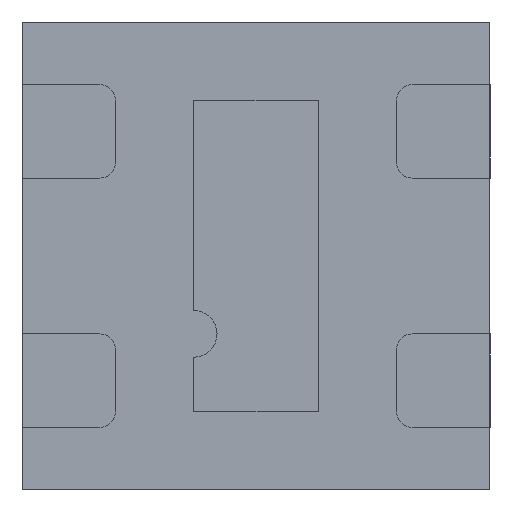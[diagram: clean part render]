
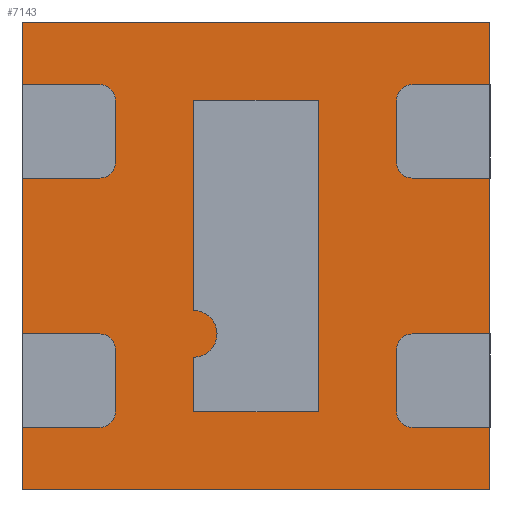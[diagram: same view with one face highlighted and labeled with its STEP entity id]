
A CAD part, front view. The second image highlights one B-rep face of the part: STEP entity #7143.
In plain terms, the highlighted planar face has unit normal (0, -1, 0).
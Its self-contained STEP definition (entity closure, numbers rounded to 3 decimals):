
#56 = VECTOR ( 'NONE', #6984, 1000. ) ;
#284 = EDGE_CURVE ( 'NONE', #9975, #7929, #8436, .T. ) ;
#367 = EDGE_CURVE ( 'NONE', #7929, #12051, #998, .T. ) ;
#441 = LINE ( 'NONE', #8344, #3837 ) ;
#488 = ORIENTED_EDGE ( 'NONE', *, *, #367, .T. ) ;
#998 = LINE ( 'NONE', #3000, #4538 ) ;
#1097 = LINE ( 'NONE', #7957, #56 ) ;
#1439 = VECTOR ( 'NONE', #11379, 1000. ) ;
#1965 = DIRECTION ( 'NONE',  ( 0., 0., 1. ) ) ;
#2043 = CARTESIAN_POINT ( 'NONE',  ( 0.75, 0., -0.75 ) ) ;
#2236 = EDGE_CURVE ( 'NONE', #9636, #12051, #1097, .T. ) ;
#3000 = CARTESIAN_POINT ( 'NONE',  ( 0.75, 0., -0.75 ) ) ;
#3094 = CARTESIAN_POINT ( 'NONE',  ( 0.75, 0., 0.75 ) ) ;
#3276 = CARTESIAN_POINT ( 'NONE',  ( -0.75, 0., -0.75 ) ) ;
#3351 = ORIENTED_EDGE ( 'NONE', *, *, #284, .T. ) ;
#3803 = AXIS2_PLACEMENT_3D ( 'NONE', #10546, #9692, #11515 ) ;
#3837 = VECTOR ( 'NONE', #6407, 1000. ) ;
#3889 = EDGE_CURVE ( 'NONE', #9975, #9636, #441, .T. ) ;
#4538 = VECTOR ( 'NONE', #1965, 1000. ) ;
#5467 = ORIENTED_EDGE ( 'NONE', *, *, #3889, .F. ) ;
#6407 = DIRECTION ( 'NONE',  ( 0., 0., 1. ) ) ;
#6984 = DIRECTION ( 'NONE',  ( 1., 0., 0. ) ) ;
#7143 = ADVANCED_FACE ( 'NONE', ( #11707 ), #7647, .T. ) ;
#7615 = EDGE_LOOP ( 'NONE', ( #3351, #488, #8554, #5467 ) ) ;
#7647 = PLANE ( 'NONE',  #3803 ) ;
#7929 = VERTEX_POINT ( 'NONE', #2043 ) ;
#7957 = CARTESIAN_POINT ( 'NONE',  ( -0.75, 0., 0.75 ) ) ;
#8344 = CARTESIAN_POINT ( 'NONE',  ( -0.75, 0., -0.75 ) ) ;
#8436 = LINE ( 'NONE', #12360, #1439 ) ;
#8554 = ORIENTED_EDGE ( 'NONE', *, *, #2236, .F. ) ;
#9107 = CARTESIAN_POINT ( 'NONE',  ( -0.75, 0., 0.75 ) ) ;
#9636 = VERTEX_POINT ( 'NONE', #9107 ) ;
#9692 = DIRECTION ( 'NONE',  ( 0., -1., 0. ) ) ;
#9975 = VERTEX_POINT ( 'NONE', #3276 ) ;
#10546 = CARTESIAN_POINT ( 'NONE',  ( 0., 0., 0. ) ) ;
#11379 = DIRECTION ( 'NONE',  ( 1., 0., 0. ) ) ;
#11515 = DIRECTION ( 'NONE',  ( 0., 0., -1. ) ) ;
#11707 = FACE_OUTER_BOUND ( 'NONE', #7615, .T. ) ;
#12051 = VERTEX_POINT ( 'NONE', #3094 ) ;
#12360 = CARTESIAN_POINT ( 'NONE',  ( -0.75, 0., -0.75 ) ) ;
